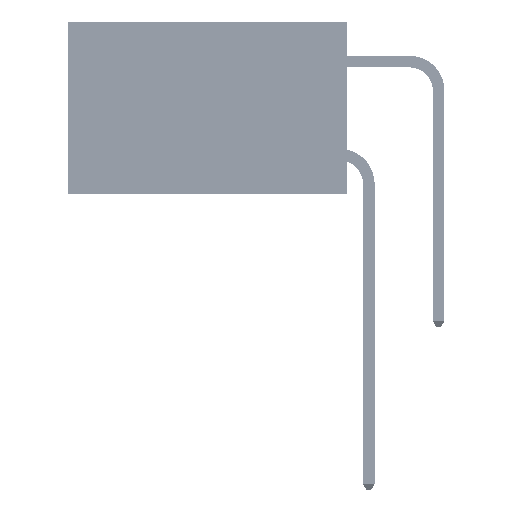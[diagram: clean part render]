
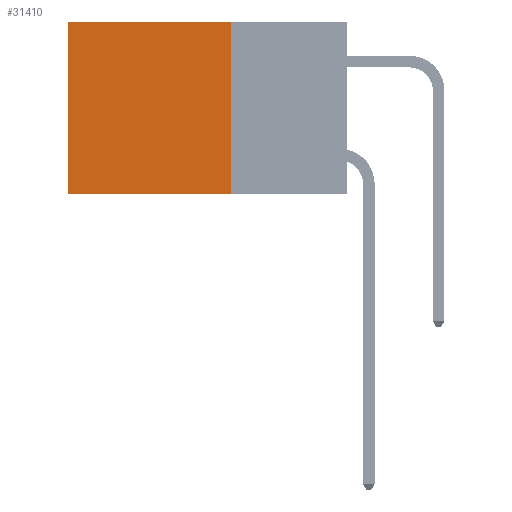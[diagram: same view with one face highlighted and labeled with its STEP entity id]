
A CAD part, left-side view. The second image highlights one B-rep face of the part: STEP entity #31410.
In plain terms, the highlighted planar face has unit normal (-1, 0, 0).
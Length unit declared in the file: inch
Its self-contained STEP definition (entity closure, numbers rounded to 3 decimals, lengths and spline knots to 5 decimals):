
#4993 = VERTEX_POINT ( 'NONE', #48455 ) ;
#5208 = DIRECTION ( 'NONE',  ( 0., 0., -1. ) ) ;
#7255 = ORIENTED_EDGE ( 'NONE', *, *, #34584, .T. ) ;
#8249 = VERTEX_POINT ( 'NONE', #32882 ) ;
#9036 = ORIENTED_EDGE ( 'NONE', *, *, #30261, .T. ) ;
#9305 = LINE ( 'NONE', #9420, #51267 ) ;
#9420 = CARTESIAN_POINT ( 'NONE',  ( 0.2875, 0.6, 0. ) ) ;
#9601 = ORIENTED_EDGE ( 'NONE', *, *, #20155, .F. ) ;
#9616 = CARTESIAN_POINT ( 'NONE',  ( 0.2875, 0.6, 0. ) ) ;
#11060 = CARTESIAN_POINT ( 'NONE',  ( 0.2875, 0.25, 0. ) ) ;
#13244 = CARTESIAN_POINT ( 'NONE',  ( 0.2875, 0.25, 0. ) ) ;
#14968 = VECTOR ( 'NONE', #5208, 39.37008 ) ;
#15533 = VERTEX_POINT ( 'NONE', #11060 ) ;
#17385 = PLANE ( 'NONE',  #35409 ) ;
#20155 = EDGE_CURVE ( 'NONE', #15533, #8249, #25837, .T. ) ;
#21527 = DIRECTION ( 'NONE',  ( 0., 0., -1. ) ) ;
#22870 = CARTESIAN_POINT ( 'NONE',  ( 0.2875, 0.25, 0. ) ) ;
#23600 = CARTESIAN_POINT ( 'NONE',  ( 0.2875, 0.25, -0.37 ) ) ;
#25417 = DIRECTION ( 'NONE',  ( 1., 0., 0. ) ) ;
#25675 = CARTESIAN_POINT ( 'NONE',  ( 0.2875, 0.25, 0. ) ) ;
#25837 = LINE ( 'NONE', #25675, #14968 ) ;
#26960 = DIRECTION ( 'NONE',  ( 0., 1., 0. ) ) ;
#27708 = DIRECTION ( 'NONE',  ( 0., 1., 0. ) ) ;
#29746 = ORIENTED_EDGE ( 'NONE', *, *, #32932, .F. ) ;
#30261 = EDGE_CURVE ( 'NONE', #15533, #46027, #37823, .T. ) ;
#31410 = ADVANCED_FACE ( 'NONE', ( #37065 ), #17385, .F. ) ;
#32882 = CARTESIAN_POINT ( 'NONE',  ( 0.2875, 0.25, -0.37 ) ) ;
#32932 = EDGE_CURVE ( 'NONE', #8249, #4993, #48219, .T. ) ;
#33746 = VECTOR ( 'NONE', #27708, 39.37008 ) ;
#34584 = EDGE_CURVE ( 'NONE', #46027, #4993, #9305, .T. ) ;
#35240 = EDGE_LOOP ( 'NONE', ( #7255, #29746, #9601, #9036 ) ) ;
#35409 = AXIS2_PLACEMENT_3D ( 'NONE', #13244, #25417, #21527 ) ;
#37065 = FACE_OUTER_BOUND ( 'NONE', #35240, .T. ) ;
#37823 = LINE ( 'NONE', #22870, #48522 ) ;
#42023 = DIRECTION ( 'NONE',  ( 0., 0., -1. ) ) ;
#46027 = VERTEX_POINT ( 'NONE', #9616 ) ;
#48219 = LINE ( 'NONE', #23600, #33746 ) ;
#48455 = CARTESIAN_POINT ( 'NONE',  ( 0.2875, 0.6, -0.37 ) ) ;
#48522 = VECTOR ( 'NONE', #26960, 39.37008 ) ;
#51267 = VECTOR ( 'NONE', #42023, 39.37008 ) ;
